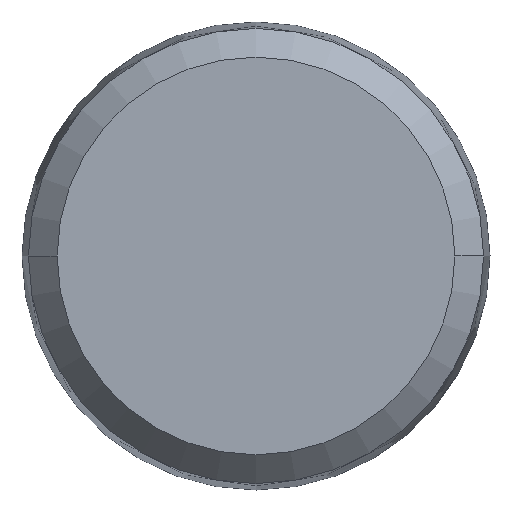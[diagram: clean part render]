
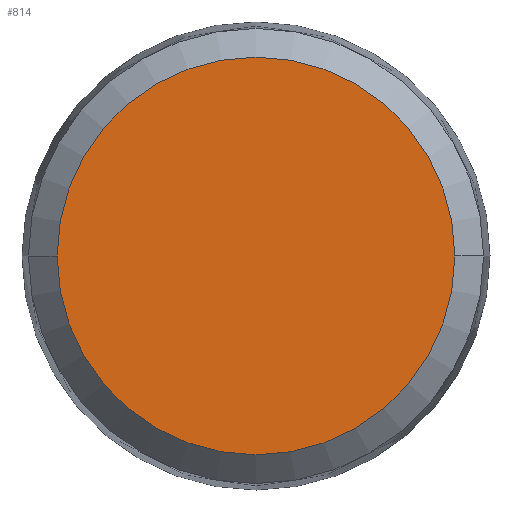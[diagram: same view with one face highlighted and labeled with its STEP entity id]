
A CAD part, front view. The second image highlights one B-rep face of the part: STEP entity #814.
In plain terms, the highlighted planar face has unit normal (0, -1, 0).
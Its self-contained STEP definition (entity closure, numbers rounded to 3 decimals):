
#15 = CIRCLE ( 'NONE', #16, 9. ) ;
#16 = AXIS2_PLACEMENT_3D ( 'NONE', #905, #906, #907 ) ;
#94 = CIRCLE ( 'NONE', #102, 9. ) ;
#102 = AXIS2_PLACEMENT_3D ( 'NONE', #538, #539, #540 ) ;
#150 = VERTEX_POINT ( 'NONE', #840 ) ;
#152 = VERTEX_POINT ( 'NONE', #842 ) ;
#310 = ORIENTED_EDGE ( 'NONE', *, *, #783, .T. ) ;
#311 = ORIENTED_EDGE ( 'NONE', *, *, #709, .T. ) ;
#433 = FACE_OUTER_BOUND ( 'NONE', #830, .T. ) ;
#538 = CARTESIAN_POINT ( 'NONE',  ( 0., 0., 0. ) ) ;
#539 = DIRECTION ( 'NONE',  ( 0., -1., 0. ) ) ;
#540 = DIRECTION ( 'NONE',  ( 1., 0., 0. ) ) ;
#649 = PLANE ( 'NONE',  #699 ) ;
#650 = CARTESIAN_POINT ( 'NONE',  ( 10.75, 0., 0. ) ) ;
#651 = DIRECTION ( 'NONE',  ( 0., -1., 0. ) ) ;
#652 = DIRECTION ( 'NONE',  ( 0., 0., -1. ) ) ;
#699 = AXIS2_PLACEMENT_3D ( 'NONE', #650, #651, #652 ) ;
#709 = EDGE_CURVE ( 'NONE', #152, #150, #15, .T. ) ;
#783 = EDGE_CURVE ( 'NONE', #150, #152, #94, .T. ) ;
#814 = ADVANCED_FACE ( 'NONE', ( #433 ), #649, .T. ) ;
#830 = EDGE_LOOP ( 'NONE', ( #310, #311 ) ) ;
#840 = CARTESIAN_POINT ( 'NONE',  ( -9., 0., 0. ) ) ;
#842 = CARTESIAN_POINT ( 'NONE',  ( 9., 0., 0. ) ) ;
#905 = CARTESIAN_POINT ( 'NONE',  ( 0., 0., 0. ) ) ;
#906 = DIRECTION ( 'NONE',  ( 0., -1., 0. ) ) ;
#907 = DIRECTION ( 'NONE',  ( 1., 0., 0. ) ) ;
